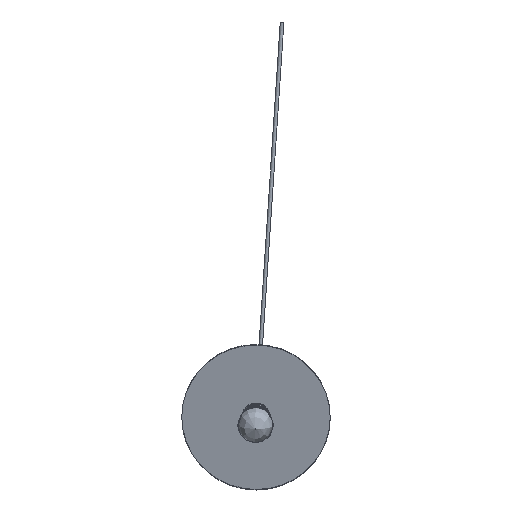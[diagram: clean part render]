
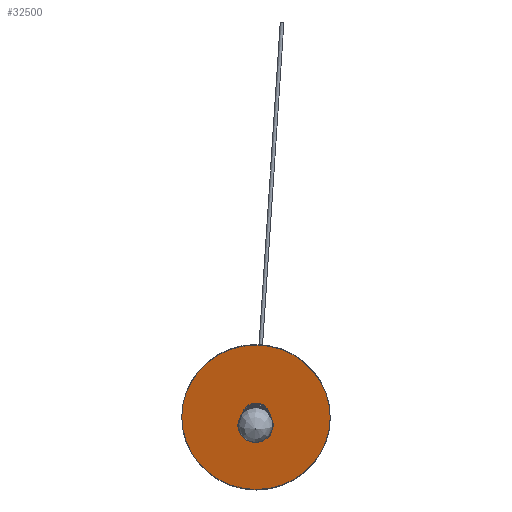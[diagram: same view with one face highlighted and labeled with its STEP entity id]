
A CAD part, front view. The second image highlights one B-rep face of the part: STEP entity #32500.
In plain terms, the highlighted face is planar.
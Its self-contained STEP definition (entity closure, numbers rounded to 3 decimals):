
#4206 = EDGE_CURVE ( 'NONE', #32397, #32397, #71612, .T. ) ;
#4727 = DIRECTION ( 'NONE',  ( 0., 1., 0. ) ) ;
#11021 = PLANE ( 'NONE',  #63221 ) ;
#14111 = FACE_OUTER_BOUND ( 'NONE', #70760, .T. ) ;
#17698 = ORIENTED_EDGE ( 'NONE', *, *, #22997, .F. ) ;
#22997 = EDGE_CURVE ( 'NONE', #35178, #35178, #33833, .T. ) ;
#24863 = CARTESIAN_POINT ( 'NONE',  ( 0., 0., 0. ) ) ;
#24893 = AXIS2_PLACEMENT_3D ( 'NONE', #24863, #42703, #43226 ) ;
#26665 = DIRECTION ( 'NONE',  ( 0., -1., 0. ) ) ;
#29077 = AXIS2_PLACEMENT_3D ( 'NONE', #32452, #26665, #51080 ) ;
#32397 = VERTEX_POINT ( 'NONE', #76832 ) ;
#32452 = CARTESIAN_POINT ( 'NONE',  ( 0., 0., 0. ) ) ;
#32500 = ADVANCED_FACE ( 'NONE', ( #14111, #38526 ), #11021, .F. ) ;
#33833 = CIRCLE ( 'NONE', #24893, 125. ) ;
#35178 = VERTEX_POINT ( 'NONE', #65762 ) ;
#38526 = FACE_BOUND ( 'NONE', #57530, .T. ) ;
#39924 = CARTESIAN_POINT ( 'NONE',  ( 0., 0., 0. ) ) ;
#41236 = ORIENTED_EDGE ( 'NONE', *, *, #4206, .F. ) ;
#42703 = DIRECTION ( 'NONE',  ( 0., 1., 0. ) ) ;
#43226 = DIRECTION ( 'NONE',  ( 0., 0., -1. ) ) ;
#51080 = DIRECTION ( 'NONE',  ( 0., 0., -1. ) ) ;
#52557 = DIRECTION ( 'NONE',  ( 0., 0., 1. ) ) ;
#57530 = EDGE_LOOP ( 'NONE', ( #41236 ) ) ;
#63221 = AXIS2_PLACEMENT_3D ( 'NONE', #39924, #4727, #52557 ) ;
#65762 = CARTESIAN_POINT ( 'NONE',  ( 0., 0., -125. ) ) ;
#70760 = EDGE_LOOP ( 'NONE', ( #17698 ) ) ;
#71612 = CIRCLE ( 'NONE', #29077, 21. ) ;
#76832 = CARTESIAN_POINT ( 'NONE',  ( 0., 0., -21. ) ) ;
